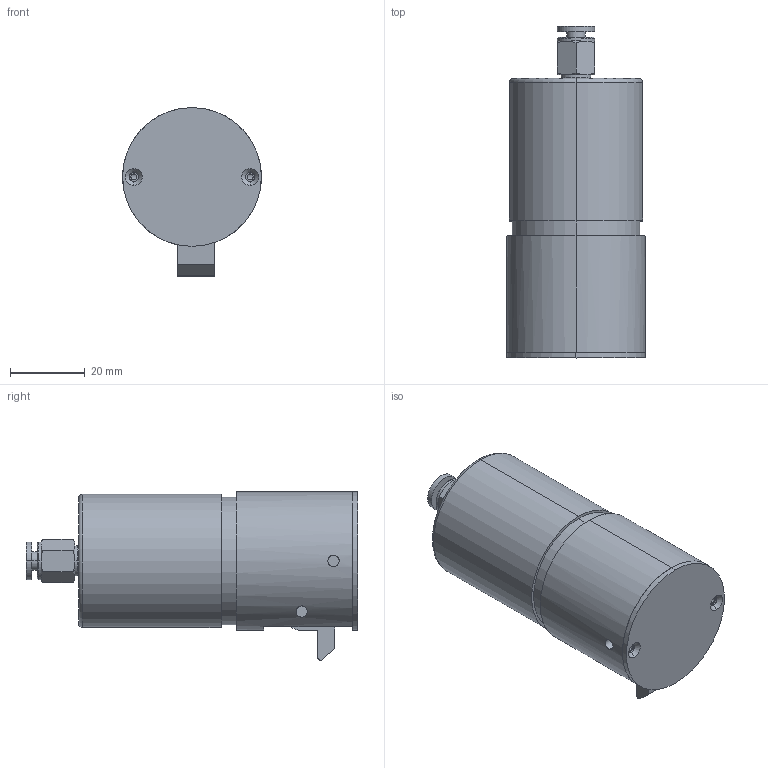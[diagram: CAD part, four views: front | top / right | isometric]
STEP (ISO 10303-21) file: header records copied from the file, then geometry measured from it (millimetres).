
FILE_DESCRIPTION (( 'STEP AP214' ), '1' );
FILE_NAME ('CO30-8GBQ-CA.STEP', '2025-12-11T05:30:02', ( '' ), ( '' ), 'SwSTEP 2.0', 'SolidWorks 2024', '' );
FILE_SCHEMA (( 'AUTOMOTIVE_DESIGN' ));
Length unit declared in the file: millimetre
Products named in the file (6): CO30-8GBQ-CA; CO30盖板; CO30爪子; M5气管接头; CO30爪子销
Assembly tree (6 placements, depth 2):
  CO30-8GBQ-CA
    CO30-8GBQ-CA
    CO30盖板
    CO30爪子销  x2
    M5气管接头
    CO30爪子
Bounding box: 37 x 88.5 x 45.03 mm (x, y, z)
Volume: 70774.8 mm3; surface area: 17415.9 mm2
Topology: 6 solids, 6 shells, 125 faces, 290 edges, 183 vertices
Faces by surface type: cylinder 59, plane 40, cone 24, torus 2
Entity records: 4011 total; most frequent: CARTESIAN_POINT 975, DIRECTION 634, ORIENTED_EDGE 564, EDGE_CURVE 282, AXIS2_PLACEMENT_3D 258, VERTEX_POINT 179, EDGE_LOOP 147, CIRCLE 128
